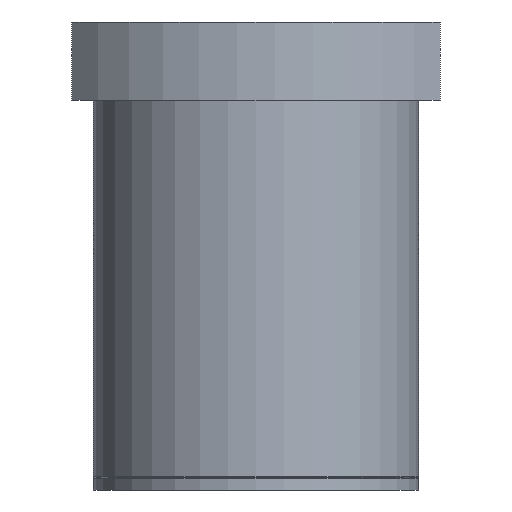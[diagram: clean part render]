
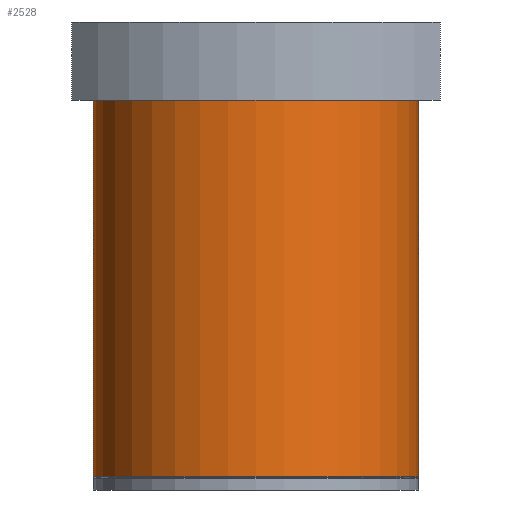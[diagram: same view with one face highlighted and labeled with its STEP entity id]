
A CAD part, front view. The second image highlights one B-rep face of the part: STEP entity #2528.
In plain terms, the highlighted cylindrical face has radius 37.5 mm (diameter 75 mm), a full revolution.
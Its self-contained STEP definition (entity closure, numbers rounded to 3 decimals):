
#696=ORIENTED_EDGE('',*,*,#1400,.T.);
#697=ORIENTED_EDGE('',*,*,#1401,.F.);
#1400=EDGE_CURVE('',#1751,#1751,#1959,.T.);
#1401=EDGE_CURVE('',#1752,#1752,#1960,.T.);
#1751=VERTEX_POINT('',#3974);
#1752=VERTEX_POINT('',#3977);
#1959=CIRCLE('',#2753,37.5);
#1960=CIRCLE('',#2755,37.5);
#2046=EDGE_LOOP('',(#696));
#2047=EDGE_LOOP('',(#697));
#2282=FACE_BOUND('',#2046,.T.);
#2283=FACE_BOUND('',#2047,.T.);
#2478=CYLINDRICAL_SURFACE('',#2754,37.5);
#2528=ADVANCED_FACE('',(#2282,#2283),#2478,.T.);
#2753=AXIS2_PLACEMENT_3D('',#3973,#3086,#3087);
#2754=AXIS2_PLACEMENT_3D('',#3975,#3088,#3089);
#2755=AXIS2_PLACEMENT_3D('',#3976,#3090,#3091);
#3086=DIRECTION('',(0.,0.,-1.));
#3087=DIRECTION('',(-1.,0.,0.));
#3088=DIRECTION('',(0.,0.,-1.));
#3089=DIRECTION('',(-1.,0.,0.));
#3090=DIRECTION('',(0.,0.,-1.));
#3091=DIRECTION('',(-1.,0.,0.));
#3973=CARTESIAN_POINT('',(0.,0.,90.));
#3974=CARTESIAN_POINT('',(-37.5,0.,90.));
#3975=CARTESIAN_POINT('',(0.,0.,0.));
#3976=CARTESIAN_POINT('',(0.,0.,3.));
#3977=CARTESIAN_POINT('',(-37.5,0.,3.));
